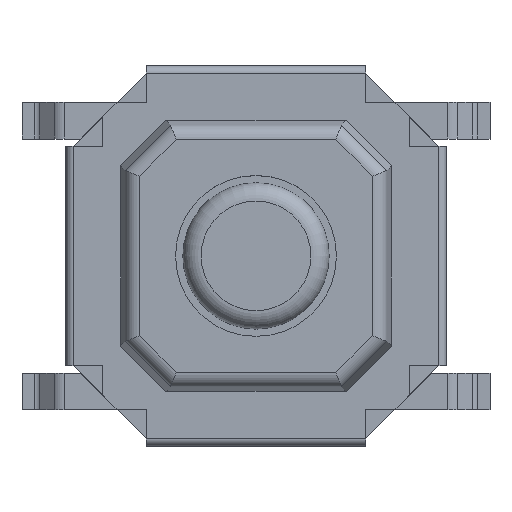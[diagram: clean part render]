
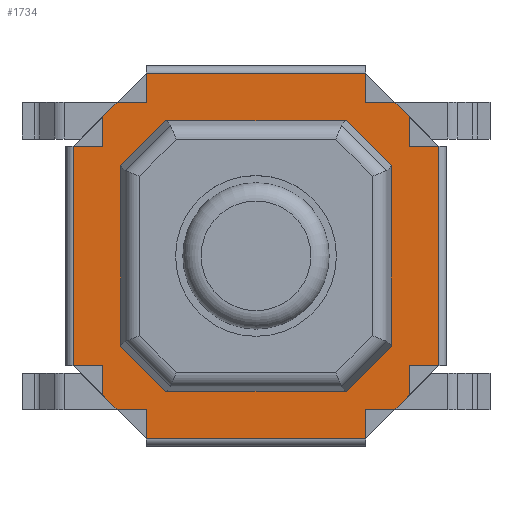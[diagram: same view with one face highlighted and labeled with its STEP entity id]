
A CAD part, top view. The second image highlights one B-rep face of the part: STEP entity #1734.
In plain terms, the highlighted planar face has unit normal (0, 0, 1).
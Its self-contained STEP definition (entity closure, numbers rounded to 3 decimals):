
#13=DIRECTION('',(0.,0.,1.));
#28=VECTOR('',#29,1.);
#29=DIRECTION('',(0.,-1.,0.));
#36=VECTOR('',#37,1.);
#37=DIRECTION('',(-0.707,0.707,0.));
#44=VECTOR('',#45,1.);
#45=DIRECTION('',(1.,0.,0.));
#52=VECTOR('',#53,1.);
#53=DIRECTION('',(-0.707,-0.707,0.));
#60=VECTOR('',#61,1.);
#61=DIRECTION('',(0.,1.,0.));
#74=VECTOR('',#75,1.);
#75=DIRECTION('',(-1.,0.,0.));
#80=VECTOR('',#81,1.);
#81=DIRECTION('',(0.707,0.707,0.));
#262=VECTOR('',#263,1.);
#263=DIRECTION('',(1.,0.,0.));
#269=DIRECTION('',(0.,-1.,0.));
#426=DIRECTION('',(0.707,-0.707,0.));
#514=VERTEX_POINT('',#515);
#515=CARTESIAN_POINT('',(-2.1,1.5,0.8));
#517=ORIENTED_EDGE('',*,*,#518,.T.);
#518=EDGE_CURVE('',#514,#519,#521,.T.);
#519=VERTEX_POINT('',#520);
#520=CARTESIAN_POINT('',(-2.5,1.5,0.8));
#521=LINE('',#515,#522);
#522=VECTOR('',#523,1.);
#523=DIRECTION('',(-1.,-0.,-0.));
#546=VERTEX_POINT('',#547);
#547=CARTESIAN_POINT('',(-1.5,2.1,0.8));
#550=EDGE_CURVE('',#546,#551,#553,.T.);
#551=VERTEX_POINT('',#552);
#552=CARTESIAN_POINT('',(-1.5,2.5,0.8));
#553=LINE('',#547,#554);
#554=VECTOR('',#555,1.);
#555=DIRECTION('',(0.,1.,0.));
#586=VECTOR('',#587,1.);
#587=DIRECTION('',(-0.,-1.,-0.));
#606=VERTEX_POINT('',#607);
#607=CARTESIAN_POINT('',(-2.1,1.9,0.8));
#610=EDGE_CURVE('',#606,#611,#613,.T.);
#611=VERTEX_POINT('',#612);
#612=CARTESIAN_POINT('',(-1.9,2.1,0.8));
#613=LINE('',#614,#80);
#614=CARTESIAN_POINT('',(-2.,2.,0.8));
#794=VERTEX_POINT('',#795);
#795=CARTESIAN_POINT('',(-1.5,-2.1,0.8));
#797=ORIENTED_EDGE('',*,*,#798,.T.);
#798=EDGE_CURVE('',#794,#799,#801,.T.);
#799=VERTEX_POINT('',#800);
#800=CARTESIAN_POINT('',(-1.5,-2.5,0.8));
#801=LINE('',#795,#802);
#802=VECTOR('',#803,1.);
#803=DIRECTION('',(0.,-1.,0.));
#827=DIRECTION('',(0.,1.,0.));
#835=VERTEX_POINT('',#836);
#836=CARTESIAN_POINT('',(-2.1,-1.5,0.8));
#849=VERTEX_POINT('',#850);
#850=CARTESIAN_POINT('',(-2.5,-1.5,0.8));
#853=ORIENTED_EDGE('',*,*,#854,.T.);
#854=EDGE_CURVE('',#849,#835,#855,.T.);
#855=LINE('',#850,#44);
#865=VECTOR('',#866,1.);
#866=DIRECTION('',(1.,0.,0.));
#881=VERTEX_POINT('',#882);
#882=CARTESIAN_POINT('',(-1.9,-2.1,0.8));
#885=EDGE_CURVE('',#881,#886,#888,.T.);
#886=VERTEX_POINT('',#887);
#887=CARTESIAN_POINT('',(-2.1,-1.9,0.8));
#888=LINE('',#889,#36);
#889=CARTESIAN_POINT('',(-2.,-2.,0.8));
#1151=VERTEX_POINT('',#1152);
#1152=CARTESIAN_POINT('',(2.1,1.5,0.8));
#1155=EDGE_CURVE('',#1151,#1156,#1158,.T.);
#1156=VERTEX_POINT('',#1157);
#1157=CARTESIAN_POINT('',(2.5,1.5,0.8));
#1158=LINE('',#1152,#44);
#1187=VERTEX_POINT('',#1188);
#1188=CARTESIAN_POINT('',(1.5,2.1,0.8));
#1193=VECTOR('',#269,1.);
#1202=VERTEX_POINT('',#1203);
#1203=CARTESIAN_POINT('',(1.5,2.5,0.8));
#1207=EDGE_CURVE('',#1202,#1187,#1208,.T.);
#1208=LINE('',#1203,#1193);
#1232=VERTEX_POINT('',#1233);
#1233=CARTESIAN_POINT('',(2.1,1.9,0.8));
#1235=ORIENTED_EDGE('',*,*,#1236,.T.);
#1236=EDGE_CURVE('',#1232,#1237,#1239,.T.);
#1237=VERTEX_POINT('',#1238);
#1238=CARTESIAN_POINT('',(1.9,2.1,0.8));
#1239=LINE('',#1240,#36);
#1240=CARTESIAN_POINT('',(2.,2.,0.8));
#1417=VERTEX_POINT('',#1418);
#1418=CARTESIAN_POINT('',(2.1,-1.5,0.8));
#1438=VERTEX_POINT('',#1439);
#1439=CARTESIAN_POINT('',(2.5,-1.5,0.8));
#1443=EDGE_CURVE('',#1438,#1417,#1444,.T.);
#1444=LINE('',#1439,#74);
#1454=VERTEX_POINT('',#1455);
#1455=CARTESIAN_POINT('',(1.5,-2.1,0.8));
#1460=VECTOR('',#827,1.);
#1469=VERTEX_POINT('',#1470);
#1470=CARTESIAN_POINT('',(1.5,-2.5,0.8));
#1473=ORIENTED_EDGE('',*,*,#1474,.T.);
#1474=EDGE_CURVE('',#1469,#1454,#1475,.T.);
#1475=LINE('',#1470,#1460);
#1499=VERTEX_POINT('',#1500);
#1500=CARTESIAN_POINT('',(2.1,-1.9,0.8));
#1503=EDGE_CURVE('',#1499,#1504,#1506,.T.);
#1504=VERTEX_POINT('',#1505);
#1505=CARTESIAN_POINT('',(1.9,-2.1,0.8));
#1506=LINE('',#1507,#52);
#1507=CARTESIAN_POINT('',(2.,-2.,0.8));
#1727=ORIENTED_EDGE('',*,*,#1728,.T.);
#1728=EDGE_CURVE('',#606,#514,#1729,.T.);
#1729=LINE('',#1730,#586);
#1730=CARTESIAN_POINT('',(-2.1,2.5,0.8));
#1734=ADVANCED_FACE('',(#1735,#1784),#1836,.T.);
#1735=FACE_BOUND('',#1736,.T.);
#1736=EDGE_LOOP('',(#1737,#1727,#517,#1738,#853,#1742,#1745,#1746,#797,#1750,#1473,#1754,#1757,#1758,#1761,#1762,#1766,#1767,#1235,#1771,#1774,#1775,#1779,#1780));
#1737=ORIENTED_EDGE('',*,*,#610,.F.);
#1738=ORIENTED_EDGE('',*,*,#1739,.T.);
#1739=EDGE_CURVE('',#519,#849,#1740,.T.);
#1740=LINE('',#1741,#28);
#1741=CARTESIAN_POINT('',(-2.5,2.5,0.8));
#1742=ORIENTED_EDGE('',*,*,#1743,.T.);
#1743=EDGE_CURVE('',#835,#886,#1744,.T.);
#1744=LINE('',#836,#586);
#1745=ORIENTED_EDGE('',*,*,#885,.F.);
#1746=ORIENTED_EDGE('',*,*,#1747,.T.);
#1747=EDGE_CURVE('',#881,#794,#1748,.T.);
#1748=LINE('',#1749,#865);
#1749=CARTESIAN_POINT('',(-2.5,-2.1,0.8));
#1750=ORIENTED_EDGE('',*,*,#1751,.T.);
#1751=EDGE_CURVE('',#799,#1469,#1752,.T.);
#1752=LINE('',#1753,#44);
#1753=CARTESIAN_POINT('',(-2.5,-2.5,0.8));
#1754=ORIENTED_EDGE('',*,*,#1755,.T.);
#1755=EDGE_CURVE('',#1454,#1504,#1756,.T.);
#1756=LINE('',#1455,#865);
#1757=ORIENTED_EDGE('',*,*,#1503,.F.);
#1758=ORIENTED_EDGE('',*,*,#1759,.F.);
#1759=EDGE_CURVE('',#1417,#1499,#1760,.T.);
#1760=LINE('',#1418,#28);
#1761=ORIENTED_EDGE('',*,*,#1443,.F.);
#1762=ORIENTED_EDGE('',*,*,#1763,.T.);
#1763=EDGE_CURVE('',#1438,#1156,#1764,.T.);
#1764=LINE('',#1765,#60);
#1765=CARTESIAN_POINT('',(2.5,-2.5,0.8));
#1766=ORIENTED_EDGE('',*,*,#1155,.F.);
#1767=ORIENTED_EDGE('',*,*,#1768,.F.);
#1768=EDGE_CURVE('',#1232,#1151,#1769,.T.);
#1769=LINE('',#1770,#28);
#1770=CARTESIAN_POINT('',(2.1,2.5,0.8));
#1771=ORIENTED_EDGE('',*,*,#1772,.F.);
#1772=EDGE_CURVE('',#1187,#1237,#1773,.T.);
#1773=LINE('',#1188,#262);
#1774=ORIENTED_EDGE('',*,*,#1207,.F.);
#1775=ORIENTED_EDGE('',*,*,#1776,.T.);
#1776=EDGE_CURVE('',#1202,#551,#1777,.T.);
#1777=LINE('',#1778,#74);
#1778=CARTESIAN_POINT('',(2.5,2.5,0.8));
#1779=ORIENTED_EDGE('',*,*,#550,.F.);
#1780=ORIENTED_EDGE('',*,*,#1781,.F.);
#1781=EDGE_CURVE('',#611,#546,#1782,.T.);
#1782=LINE('',#1783,#262);
#1783=CARTESIAN_POINT('',(-2.5,2.1,0.8));
#1784=FACE_BOUND('',#1785,.T.);
#1785=EDGE_LOOP('',(#1786,#1795,#1801,#1809,#1815,#1821,#1827,#1833));
#1786=ORIENTED_EDGE('',*,*,#1787,.T.);
#1787=EDGE_CURVE('',#1788,#1790,#1792,.T.);
#1788=VERTEX_POINT('',#1789);
#1789=CARTESIAN_POINT('',(1.233,1.85,0.8));
#1790=VERTEX_POINT('',#1791);
#1791=CARTESIAN_POINT('',(1.85,1.233,0.8));
#1792=LINE('',#1793,#1794);
#1793=CARTESIAN_POINT('',(1.541,1.541,0.8));
#1794=VECTOR('',#426,1.);
#1795=ORIENTED_EDGE('',*,*,#1796,.T.);
#1796=EDGE_CURVE('',#1790,#1797,#1799,.T.);
#1797=VERTEX_POINT('',#1798);
#1798=CARTESIAN_POINT('',(1.85,-1.233,0.8));
#1799=LINE('',#1800,#28);
#1800=CARTESIAN_POINT('',(1.85,1.85,0.8));
#1801=ORIENTED_EDGE('',*,*,#1802,.T.);
#1802=EDGE_CURVE('',#1797,#1803,#1805,.T.);
#1803=VERTEX_POINT('',#1804);
#1804=CARTESIAN_POINT('',(1.233,-1.85,0.8));
#1805=LINE('',#1806,#1807);
#1806=CARTESIAN_POINT('',(1.541,-1.541,0.8));
#1807=VECTOR('',#1808,1.);
#1808=DIRECTION('',(-0.707,-0.707,-0.));
#1809=ORIENTED_EDGE('',*,*,#1810,.T.);
#1810=EDGE_CURVE('',#1803,#1811,#1813,.T.);
#1811=VERTEX_POINT('',#1812);
#1812=CARTESIAN_POINT('',(-1.233,-1.85,0.8));
#1813=LINE('',#1814,#74);
#1814=CARTESIAN_POINT('',(1.85,-1.85,0.8));
#1815=ORIENTED_EDGE('',*,*,#1816,.T.);
#1816=EDGE_CURVE('',#1811,#1817,#1819,.T.);
#1817=VERTEX_POINT('',#1818);
#1818=CARTESIAN_POINT('',(-1.85,-1.233,0.8));
#1819=LINE('',#1820,#36);
#1820=CARTESIAN_POINT('',(-1.541,-1.541,0.8));
#1821=ORIENTED_EDGE('',*,*,#1822,.F.);
#1822=EDGE_CURVE('',#1823,#1817,#1825,.T.);
#1823=VERTEX_POINT('',#1824);
#1824=CARTESIAN_POINT('',(-1.85,1.233,0.8));
#1825=LINE('',#1826,#586);
#1826=CARTESIAN_POINT('',(-1.85,1.85,0.8));
#1827=ORIENTED_EDGE('',*,*,#1828,.F.);
#1828=EDGE_CURVE('',#1829,#1823,#1831,.T.);
#1829=VERTEX_POINT('',#1830);
#1830=CARTESIAN_POINT('',(-1.233,1.85,0.8));
#1831=LINE('',#1832,#1807);
#1832=CARTESIAN_POINT('',(-1.541,1.541,0.8));
#1833=ORIENTED_EDGE('',*,*,#1834,.T.);
#1834=EDGE_CURVE('',#1829,#1788,#1835,.T.);
#1835=LINE('',#1826,#44);
#1836=PLANE('',#1837);
#1837=AXIS2_PLACEMENT_3D('',#1838,#13,#45);
#1838=CARTESIAN_POINT('',(0.,0.,0.8));
